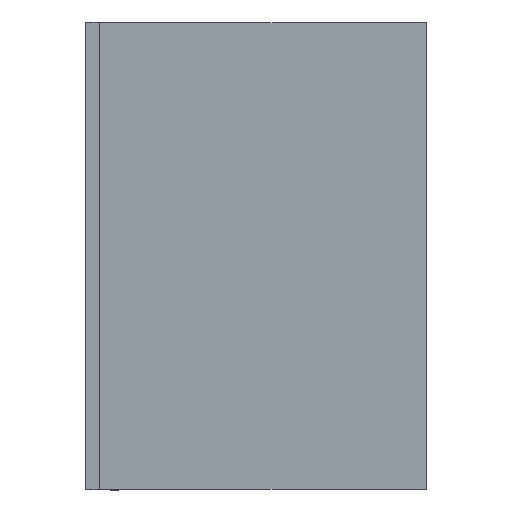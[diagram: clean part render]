
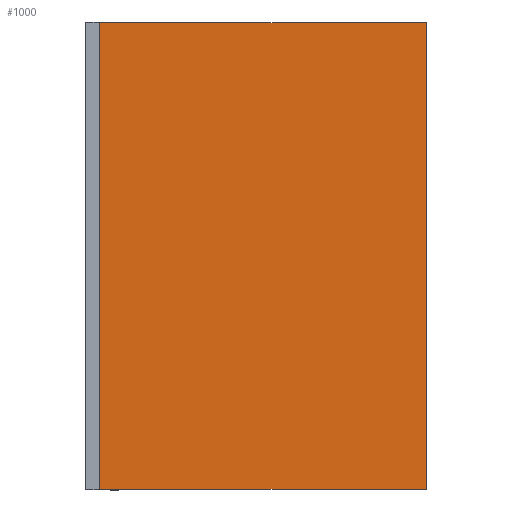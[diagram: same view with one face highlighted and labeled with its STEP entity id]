
A CAD part, left-side view. The second image highlights one B-rep face of the part: STEP entity #1000.
In plain terms, the highlighted planar face has unit normal (-1, 0, 0).
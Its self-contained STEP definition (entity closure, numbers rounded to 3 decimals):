
#55 = CARTESIAN_POINT ( 'NONE',  ( 0., 0.35, 0. ) ) ;
#101 = AXIS2_PLACEMENT_3D ( 'NONE', #125, #394, #529 ) ;
#114 = ORIENTED_EDGE ( 'NONE', *, *, #409, .F. ) ;
#125 = CARTESIAN_POINT ( 'NONE',  ( 0., 0.35, 0. ) ) ;
#293 = VECTOR ( 'NONE', #1139, 1000. ) ;
#309 = CARTESIAN_POINT ( 'NONE',  ( 0., 0., -0.5 ) ) ;
#381 = CARTESIAN_POINT ( 'NONE',  ( 0., 0.35, 0. ) ) ;
#384 = EDGE_CURVE ( 'NONE', #750, #558, #1017, .T. ) ;
#394 = DIRECTION ( 'NONE',  ( 1., 0., 0. ) ) ;
#401 = CARTESIAN_POINT ( 'NONE',  ( 0., 0., 0. ) ) ;
#409 = EDGE_CURVE ( 'NONE', #750, #650, #639, .T. ) ;
#414 = VECTOR ( 'NONE', #1289, 1000. ) ;
#415 = DIRECTION ( 'NONE',  ( 0., -1., 0. ) ) ;
#423 = CARTESIAN_POINT ( 'NONE',  ( 0., 0.35, -0.5 ) ) ;
#449 = PLANE ( 'NONE',  #101 ) ;
#500 = CARTESIAN_POINT ( 'NONE',  ( 0., 0.35, 0. ) ) ;
#529 = DIRECTION ( 'NONE',  ( 0., 0., -1. ) ) ;
#547 = EDGE_CURVE ( 'NONE', #650, #1012, #564, .T. ) ;
#558 = VERTEX_POINT ( 'NONE', #791 ) ;
#564 = LINE ( 'NONE', #55, #293 ) ;
#613 = FACE_OUTER_BOUND ( 'NONE', #1259, .T. ) ;
#622 = VECTOR ( 'NONE', #415, 1000. ) ;
#639 = LINE ( 'NONE', #500, #414 ) ;
#650 = VERTEX_POINT ( 'NONE', #381 ) ;
#666 = LINE ( 'NONE', #309, #1090 ) ;
#681 = ORIENTED_EDGE ( 'NONE', *, *, #384, .T. ) ;
#750 = VERTEX_POINT ( 'NONE', #423 ) ;
#791 = CARTESIAN_POINT ( 'NONE',  ( 0., 0., -0.5 ) ) ;
#840 = ORIENTED_EDGE ( 'NONE', *, *, #547, .F. ) ;
#893 = EDGE_CURVE ( 'NONE', #1012, #558, #666, .T. ) ;
#1000 = ADVANCED_FACE ( 'NONE', ( #613 ), #449, .F. ) ;
#1012 = VERTEX_POINT ( 'NONE', #401 ) ;
#1017 = LINE ( 'NONE', #1278, #622 ) ;
#1090 = VECTOR ( 'NONE', #1227, 1000. ) ;
#1139 = DIRECTION ( 'NONE',  ( 0., -1., 0. ) ) ;
#1227 = DIRECTION ( 'NONE',  ( 0., 0., -1. ) ) ;
#1259 = EDGE_LOOP ( 'NONE', ( #840, #114, #681, #1394 ) ) ;
#1278 = CARTESIAN_POINT ( 'NONE',  ( 0., 0.35, -0.5 ) ) ;
#1289 = DIRECTION ( 'NONE',  ( 0., 0., 1. ) ) ;
#1394 = ORIENTED_EDGE ( 'NONE', *, *, #893, .F. ) ;
